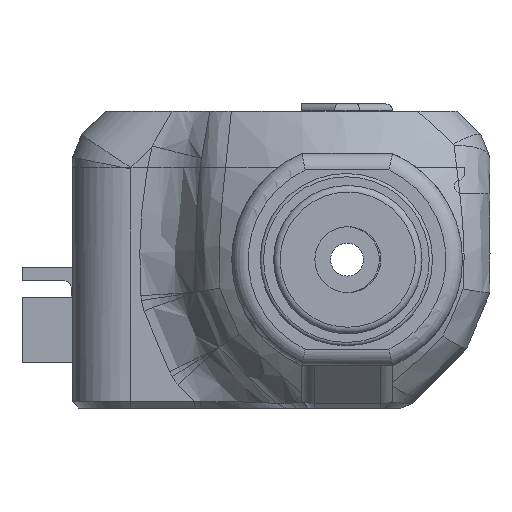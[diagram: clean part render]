
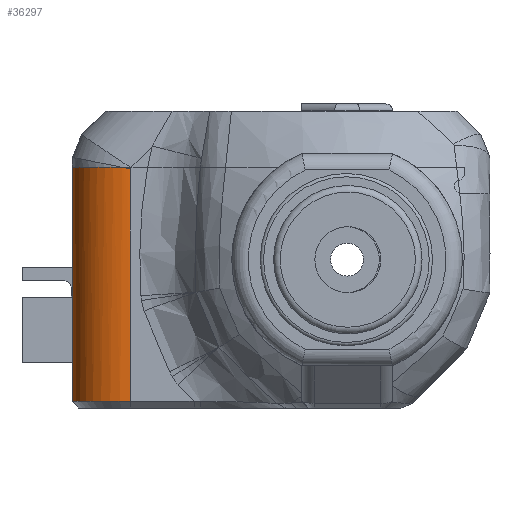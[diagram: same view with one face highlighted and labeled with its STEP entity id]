
A CAD part, front view. The second image highlights one B-rep face of the part: STEP entity #36297.
In plain terms, the highlighted cylindrical face has radius 3.5 mm (diameter 7 mm), a partial arc.
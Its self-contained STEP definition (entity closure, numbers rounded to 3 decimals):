
#1875=ELLIPSE('',#38707,3.569,3.5);
#4399=CYLINDRICAL_SURFACE('',#38706,3.5);
#6046=FACE_OUTER_BOUND('',#8136,.T.);
#8136=EDGE_LOOP('',(#32560,#32561,#32562,#32563,#32564));
#11284=LINE('',#61628,#14621);
#11392=LINE('',#62712,#14729);
#14621=VECTOR('',#45609,10.);
#14729=VECTOR('',#45857,10.);
#15534=CIRCLE('',#38603,3.5);
#15568=CIRCLE('',#38690,3.5);
#18338=VERTEX_POINT('',#61407);
#18339=VERTEX_POINT('',#61409);
#18414=VERTEX_POINT('',#61626);
#18498=VERTEX_POINT('',#62200);
#18528=VERTEX_POINT('',#62711);
#23052=EDGE_CURVE('',#18339,#18338,#15534,.T.);
#23146=EDGE_CURVE('',#18338,#18414,#11284,.T.);
#23268=EDGE_CURVE('',#18498,#18414,#15568,.T.);
#23328=EDGE_CURVE('',#18498,#18528,#11392,.T.);
#23329=EDGE_CURVE('',#18528,#18339,#1875,.T.);
#32560=ORIENTED_EDGE('',*,*,#23268,.F.);
#32561=ORIENTED_EDGE('',*,*,#23328,.T.);
#32562=ORIENTED_EDGE('',*,*,#23329,.T.);
#32563=ORIENTED_EDGE('',*,*,#23052,.T.);
#32564=ORIENTED_EDGE('',*,*,#23146,.T.);
#36297=ADVANCED_FACE('',(#6046),#4399,.T.);
#38603=AXIS2_PLACEMENT_3D('',#61410,#45474,#45475);
#38690=AXIS2_PLACEMENT_3D('',#62202,#45800,#45801);
#38706=AXIS2_PLACEMENT_3D('',#62710,#45855,#45856);
#38707=AXIS2_PLACEMENT_3D('',#62713,#45858,#45859);
#45474=DIRECTION('center_axis',(0.,0.,-1.));
#45475=DIRECTION('ref_axis',(-0.707,-0.707,0.));
#45609=DIRECTION('',(0.,0.,-1.));
#45800=DIRECTION('center_axis',(0.,0.,-1.));
#45801=DIRECTION('ref_axis',(-0.707,-0.707,0.));
#45855=DIRECTION('center_axis',(0.,0.,-1.));
#45856=DIRECTION('ref_axis',(-0.707,-0.707,0.));
#45857=DIRECTION('',(0.,0.,1.));
#45858=DIRECTION('center_axis',(-0.195,0.,
-0.981));
#45859=DIRECTION('ref_axis',(-0.981,0.,0.195));
#61407=CARTESIAN_POINT('',(-16.656,2.572,5.6));
#61409=CARTESIAN_POINT('',(-13.642,-0.894,5.6));
#61410=CARTESIAN_POINT('Origin',(-13.156,2.572,5.6));
#61626=CARTESIAN_POINT('',(-16.656,2.572,-8.6));
#61628=CARTESIAN_POINT('',(-16.656,2.572,-4.5));
#62200=CARTESIAN_POINT('',(-13.156,-0.928,-8.6));
#62202=CARTESIAN_POINT('Origin',(-13.156,2.572,-8.6));
#62710=CARTESIAN_POINT('Origin',(-13.156,2.572,-4.5));
#62711=CARTESIAN_POINT('',(-13.156,-0.928,5.504));
#62712=CARTESIAN_POINT('',(-13.156,-0.928,-4.5));
#62713=CARTESIAN_POINT('Origin',(-13.156,2.572,5.504));
